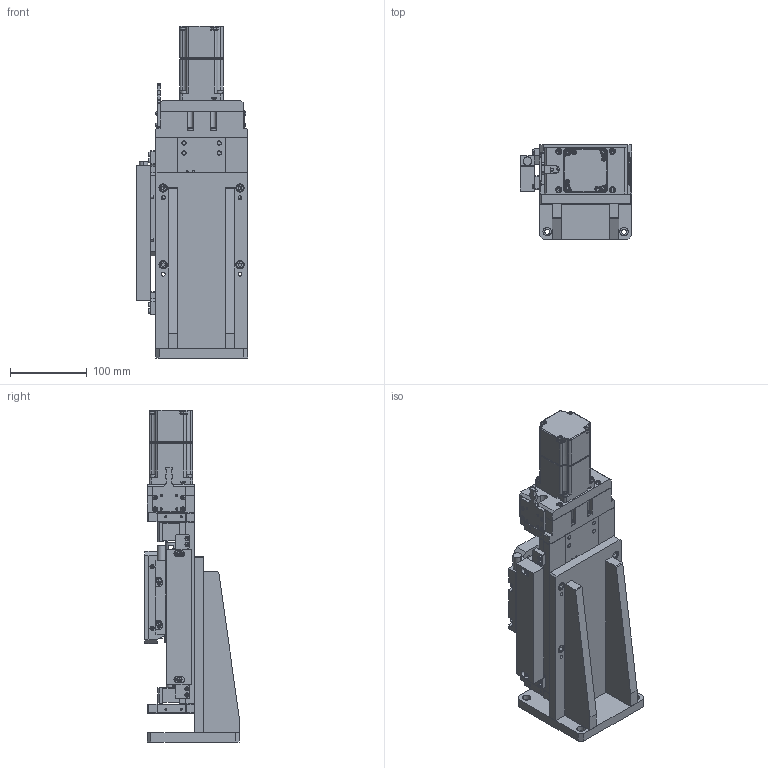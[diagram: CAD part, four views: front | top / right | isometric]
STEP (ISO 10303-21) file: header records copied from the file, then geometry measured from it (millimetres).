
FILE_DESCRIPTION (( 'STEP AP203' ), '1' );
FILE_NAME ('KA050-Z(AP203).STEP', '2023-06-19T07:16:35', ( '' ), ( '' ), 'SwSTEP 2.0', 'SolidWorks 2017', '' );
FILE_SCHEMA (( 'CONFIG_CONTROL_DESIGN' ));
Products named in the file (1): KA050-Z(AP203)
Bounding box: 145 x 123 x 432.5 mm (x, y, z)
Surface area: 434287.7 mm2 (no closed solid volume)
Topology: 0 solids, 161 shells, 1793 faces, 6440 edges, 4616 vertices
Faces by surface type: plane 989, cylinder 493, torus 143, bspline 70, cone 64, sphere 34
Entity records: 73187 total; most frequent: CARTESIAN_POINT 18223, DIRECTION 11867, ORIENTED_EDGE 9769, EDGE_CURVE 6336, VERTEX_POINT 4592, AXIS2_PLACEMENT_3D 4072, LINE 3723, VECTOR 3723
